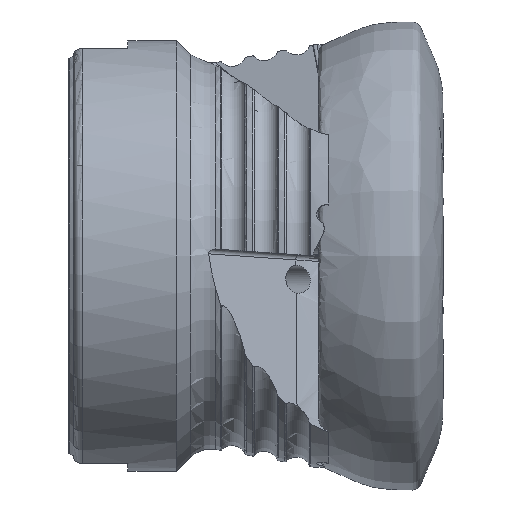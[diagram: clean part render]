
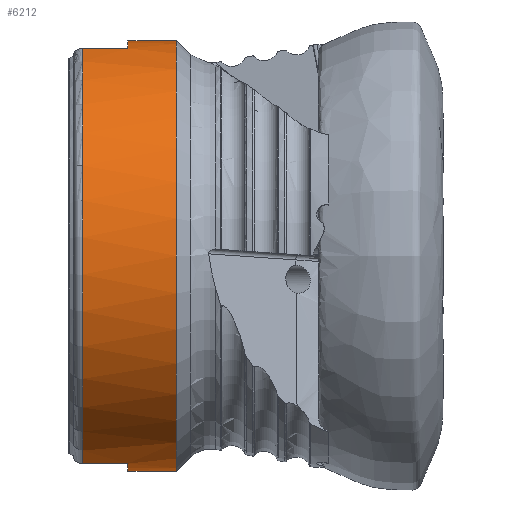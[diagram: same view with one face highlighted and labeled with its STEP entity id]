
A CAD part, front view. The second image highlights one B-rep face of the part: STEP entity #6212.
In plain terms, the highlighted cylindrical face has radius 23 mm (diameter 46 mm), a full revolution.
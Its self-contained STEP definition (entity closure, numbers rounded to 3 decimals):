
#346 = DIRECTION ( 'NONE',  ( 1., 0., 0. ) ) ;
#373 = CARTESIAN_POINT ( 'NONE',  ( -32.605, 6.156, 22.161 ) ) ;
#780 = CARTESIAN_POINT ( 'NONE',  ( 0., -6.156, -22.161 ) ) ;
#941 = CARTESIAN_POINT ( 'NONE',  ( -37.455, 6.156, 22.161 ) ) ;
#1058 = VERTEX_POINT ( 'NONE', #10288 ) ;
#2016 = EDGE_LOOP ( 'NONE', ( #8209 ) ) ;
#2017 = CARTESIAN_POINT ( 'NONE',  ( -37.455, 0., 0. ) ) ;
#2174 = DIRECTION ( 'NONE',  ( -1., 0., 0. ) ) ;
#2661 = AXIS2_PLACEMENT_3D ( 'NONE', #2017, #8361, #2944 ) ;
#2756 = CARTESIAN_POINT ( 'NONE',  ( 0., 0., 0. ) ) ;
#2892 = CARTESIAN_POINT ( 'NONE',  ( -32.605, -6.156, 22.161 ) ) ;
#2944 = DIRECTION ( 'NONE',  ( 0., 0., -1. ) ) ;
#3317 = EDGE_CURVE ( 'NONE', #4780, #4813, #7340, .T. ) ;
#3334 = VERTEX_POINT ( 'NONE', #941 ) ;
#3419 = AXIS2_PLACEMENT_3D ( 'NONE', #7317, #2174, #8526 ) ;
#3540 = DIRECTION ( 'NONE',  ( -1., 0., 0. ) ) ;
#3789 = AXIS2_PLACEMENT_3D ( 'NONE', #2756, #8162, #4531 ) ;
#3910 = CARTESIAN_POINT ( 'NONE',  ( 0., 6.156, 22.161 ) ) ;
#4006 = CARTESIAN_POINT ( 'NONE',  ( -32.605, 0., 0. ) ) ;
#4101 = CARTESIAN_POINT ( 'NONE',  ( -27.455, 0., -23. ) ) ;
#4137 = EDGE_CURVE ( 'NONE', #6764, #1058, #7036, .T. ) ;
#4180 = CARTESIAN_POINT ( 'NONE',  ( -37.455, 0., 0. ) ) ;
#4497 = LINE ( 'NONE', #4597, #6347 ) ;
#4531 = DIRECTION ( 'NONE',  ( 0., 0., -1. ) ) ;
#4548 = FACE_OUTER_BOUND ( 'NONE', #6390, .T. ) ;
#4597 = CARTESIAN_POINT ( 'NONE',  ( 0., -6.156, 22.161 ) ) ;
#4769 = ORIENTED_EDGE ( 'NONE', *, *, #7996, .T. ) ;
#4780 = VERTEX_POINT ( 'NONE', #6089 ) ;
#4813 = VERTEX_POINT ( 'NONE', #8852 ) ;
#4819 = DIRECTION ( 'NONE',  ( 1., 0., 0. ) ) ;
#4903 = DIRECTION ( 'NONE',  ( 0., 0., -1. ) ) ;
#5034 = CIRCLE ( 'NONE', #5084, 23. ) ;
#5079 = CARTESIAN_POINT ( 'NONE',  ( -37.455, 6.156, -22.161 ) ) ;
#5084 = AXIS2_PLACEMENT_3D ( 'NONE', #4006, #10347, #4903 ) ;
#5093 = DIRECTION ( 'NONE',  ( 0., 0., -1. ) ) ;
#5121 = EDGE_CURVE ( 'NONE', #8471, #3334, #5887, .T. ) ;
#5182 = LINE ( 'NONE', #8962, #5477 ) ;
#5204 = EDGE_CURVE ( 'NONE', #8865, #9877, #5034, .T. ) ;
#5477 = VECTOR ( 'NONE', #3540, 1000. ) ;
#5547 = ORIENTED_EDGE ( 'NONE', *, *, #11576, .T. ) ;
#5598 = VERTEX_POINT ( 'NONE', #4101 ) ;
#5765 = CIRCLE ( 'NONE', #11320, 23. ) ;
#5770 = CARTESIAN_POINT ( 'NONE',  ( -27.455, 0., 0. ) ) ;
#5887 = CIRCLE ( 'NONE', #2661, 23. ) ;
#5897 = ORIENTED_EDGE ( 'NONE', *, *, #5204, .F. ) ;
#6089 = CARTESIAN_POINT ( 'NONE',  ( -32.605, 6.156, -22.161 ) ) ;
#6128 = ORIENTED_EDGE ( 'NONE', *, *, #9278, .T. ) ;
#6206 = DIRECTION ( 'NONE',  ( 1., 0., 0. ) ) ;
#6212 = ADVANCED_FACE ( 'NONE', ( #4548, #6953 ), #6666, .T. ) ;
#6250 = CARTESIAN_POINT ( 'NONE',  ( -37.455, -6.156, 22.161 ) ) ;
#6347 = VECTOR ( 'NONE', #10913, 1000. ) ;
#6390 = EDGE_LOOP ( 'NONE', ( #10704, #6128, #5897, #9596, #8916, #4769, #11157, #5547 ) ) ;
#6666 = CYLINDRICAL_SURFACE ( 'NONE', #3789, 23. ) ;
#6692 = DIRECTION ( 'NONE',  ( 0., 0., -1. ) ) ;
#6764 = VERTEX_POINT ( 'NONE', #6250 ) ;
#6953 = FACE_OUTER_BOUND ( 'NONE', #2016, .T. ) ;
#7036 = CIRCLE ( 'NONE', #7808, 23. ) ;
#7317 = CARTESIAN_POINT ( 'NONE',  ( -32.605, 0., 0. ) ) ;
#7340 = CIRCLE ( 'NONE', #3419, 23. ) ;
#7808 = AXIS2_PLACEMENT_3D ( 'NONE', #4180, #10526, #5093 ) ;
#7899 = VECTOR ( 'NONE', #4819, 1000. ) ;
#7996 = EDGE_CURVE ( 'NONE', #1058, #4813, #11159, .T. ) ;
#8162 = DIRECTION ( 'NONE',  ( 1., 0., 0. ) ) ;
#8209 = ORIENTED_EDGE ( 'NONE', *, *, #9285, .F. ) ;
#8361 = DIRECTION ( 'NONE',  ( 1., 0., 0. ) ) ;
#8471 = VERTEX_POINT ( 'NONE', #5079 ) ;
#8526 = DIRECTION ( 'NONE',  ( 0., 0., -1. ) ) ;
#8852 = CARTESIAN_POINT ( 'NONE',  ( -32.605, -6.156, -22.161 ) ) ;
#8865 = VERTEX_POINT ( 'NONE', #2892 ) ;
#8916 = ORIENTED_EDGE ( 'NONE', *, *, #4137, .T. ) ;
#8962 = CARTESIAN_POINT ( 'NONE',  ( 0., 6.156, -22.161 ) ) ;
#9278 = EDGE_CURVE ( 'NONE', #3334, #9877, #10312, .T. ) ;
#9285 = EDGE_CURVE ( 'NONE', #5598, #5598, #5765, .T. ) ;
#9596 = ORIENTED_EDGE ( 'NONE', *, *, #10273, .T. ) ;
#9877 = VERTEX_POINT ( 'NONE', #373 ) ;
#10273 = EDGE_CURVE ( 'NONE', #8865, #6764, #4497, .T. ) ;
#10288 = CARTESIAN_POINT ( 'NONE',  ( -37.455, -6.156, -22.161 ) ) ;
#10312 = LINE ( 'NONE', #3910, #7899 ) ;
#10347 = DIRECTION ( 'NONE',  ( -1., 0., 0. ) ) ;
#10526 = DIRECTION ( 'NONE',  ( 1., 0., 0. ) ) ;
#10704 = ORIENTED_EDGE ( 'NONE', *, *, #5121, .T. ) ;
#10898 = VECTOR ( 'NONE', #6206, 1000. ) ;
#10913 = DIRECTION ( 'NONE',  ( -1., 0., 0. ) ) ;
#11157 = ORIENTED_EDGE ( 'NONE', *, *, #3317, .F. ) ;
#11159 = LINE ( 'NONE', #780, #10898 ) ;
#11320 = AXIS2_PLACEMENT_3D ( 'NONE', #5770, #346, #6692 ) ;
#11576 = EDGE_CURVE ( 'NONE', #4780, #8471, #5182, .T. ) ;
